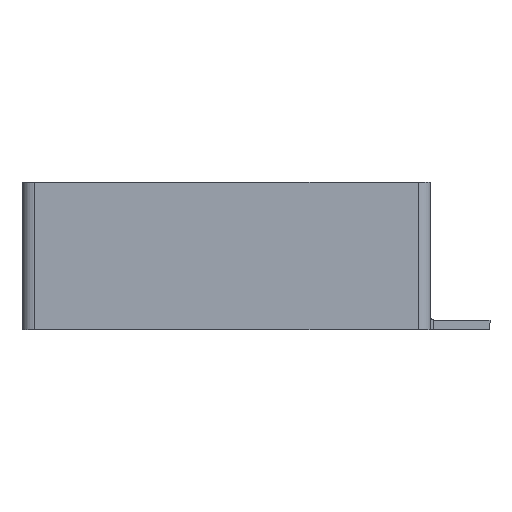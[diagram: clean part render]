
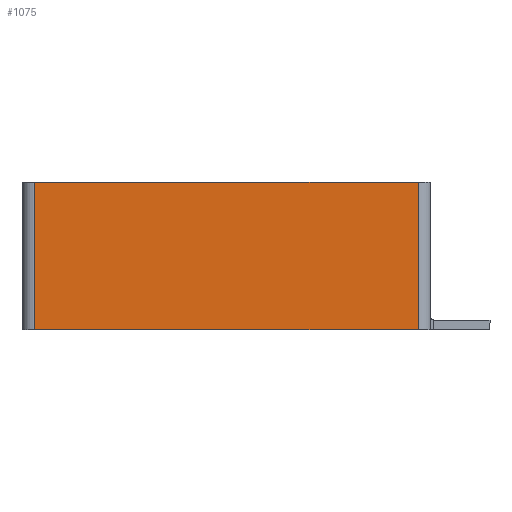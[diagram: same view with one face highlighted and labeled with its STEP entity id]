
A CAD part, front view. The second image highlights one B-rep face of the part: STEP entity #1075.
In plain terms, the highlighted planar face has unit normal (0, -1, 0).
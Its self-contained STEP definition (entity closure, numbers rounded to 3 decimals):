
#42 = DIRECTION ( 'NONE',  ( 1., 0., 0. ) ) ;
#64 = CARTESIAN_POINT ( 'NONE',  ( 80.4, -121.25, -15. ) ) ;
#70 = CARTESIAN_POINT ( 'NONE',  ( 2.6, -121.25, 15. ) ) ;
#89 = CARTESIAN_POINT ( 'NONE',  ( 2.6, -121.25, 15. ) ) ;
#137 = CARTESIAN_POINT ( 'NONE',  ( 0., -121.25, 15. ) ) ;
#179 = AXIS2_PLACEMENT_3D ( 'NONE', #277, #269, #266 ) ;
#182 = DIRECTION ( 'NONE',  ( 0., 0., -1. ) ) ;
#184 = EDGE_CURVE ( 'NONE', #693, #1273, #639, .T. ) ;
#221 = CARTESIAN_POINT ( 'NONE',  ( 0., -121.25, -15. ) ) ;
#241 = EDGE_CURVE ( 'NONE', #884, #1273, #604, .T. ) ;
#266 = DIRECTION ( 'NONE',  ( 0., 0., 1. ) ) ;
#269 = DIRECTION ( 'NONE',  ( 0., 1., 0. ) ) ;
#277 = CARTESIAN_POINT ( 'NONE',  ( 0., -121.25, 15. ) ) ;
#279 = PLANE ( 'NONE',  #179 ) ;
#348 = FACE_OUTER_BOUND ( 'NONE', #926, .T. ) ;
#433 = EDGE_CURVE ( 'NONE', #613, #884, #570, .T. ) ;
#489 = EDGE_CURVE ( 'NONE', #613, #693, #547, .T. ) ;
#506 = DIRECTION ( 'NONE',  ( 0., 0., -1. ) ) ;
#540 = VECTOR ( 'NONE', #182, 1000. ) ;
#547 = LINE ( 'NONE', #70, #540 ) ;
#560 = VECTOR ( 'NONE', #42, 1000. ) ;
#570 = LINE ( 'NONE', #137, #560 ) ;
#604 = LINE ( 'NONE', #952, #621 ) ;
#613 = VERTEX_POINT ( 'NONE', #89 ) ;
#621 = VECTOR ( 'NONE', #506, 1000. ) ;
#627 = VECTOR ( 'NONE', #1106, 1000. ) ;
#639 = LINE ( 'NONE', #221, #627 ) ;
#693 = VERTEX_POINT ( 'NONE', #1318 ) ;
#729 = CARTESIAN_POINT ( 'NONE',  ( 80.4, -121.25, 15. ) ) ;
#884 = VERTEX_POINT ( 'NONE', #729 ) ;
#926 = EDGE_LOOP ( 'NONE', ( #988, #985, #984, #982 ) ) ;
#952 = CARTESIAN_POINT ( 'NONE',  ( 80.4, -121.25, 15. ) ) ;
#982 = ORIENTED_EDGE ( 'NONE', *, *, #184, .T. ) ;
#984 = ORIENTED_EDGE ( 'NONE', *, *, #489, .T. ) ;
#985 = ORIENTED_EDGE ( 'NONE', *, *, #433, .F. ) ;
#988 = ORIENTED_EDGE ( 'NONE', *, *, #241, .F. ) ;
#1075 = ADVANCED_FACE ( 'NONE', ( #348 ), #279, .F. ) ;
#1106 = DIRECTION ( 'NONE',  ( 1., 0., 0. ) ) ;
#1273 = VERTEX_POINT ( 'NONE', #64 ) ;
#1318 = CARTESIAN_POINT ( 'NONE',  ( 2.6, -121.25, -15. ) ) ;
